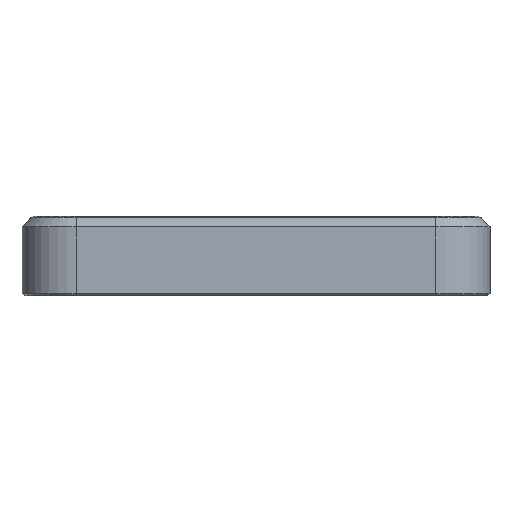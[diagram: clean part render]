
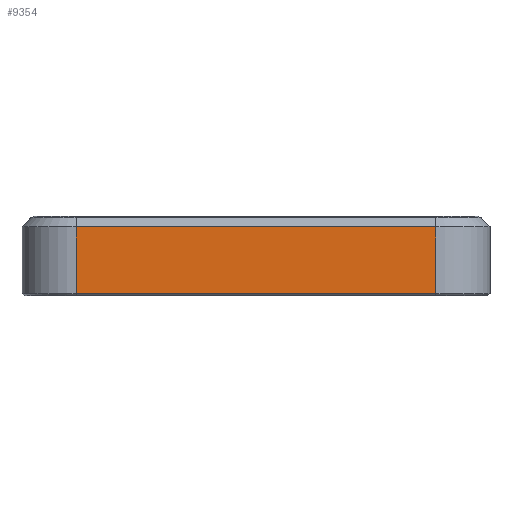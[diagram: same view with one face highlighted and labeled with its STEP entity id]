
A CAD part, left-side view. The second image highlights one B-rep face of the part: STEP entity #9354.
In plain terms, the highlighted planar face has unit normal (-1, 0, 0).
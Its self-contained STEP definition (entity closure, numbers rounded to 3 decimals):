
#1618=FACE_OUTER_BOUND('',#2170,.T.);
#2170=EDGE_LOOP('',(#8643,#8644,#8645,#8646));
#2845=LINE('',#16499,#3541);
#2868=LINE('',#16670,#3564);
#2871=LINE('',#16679,#3567);
#2872=LINE('',#16681,#3568);
#3541=VECTOR('',#13333,10.);
#3564=VECTOR('',#13394,10.);
#3567=VECTOR('',#13409,10.);
#3568=VECTOR('',#13412,10.);
#4478=VERTEX_POINT('',#16493);
#4479=VERTEX_POINT('',#16497);
#4495=VERTEX_POINT('',#16664);
#4496=VERTEX_POINT('',#16668);
#5850=EDGE_CURVE('',#4478,#4479,#2845,.T.);
#5885=EDGE_CURVE('',#4496,#4495,#2868,.T.);
#5889=EDGE_CURVE('',#4478,#4495,#2871,.T.);
#5890=EDGE_CURVE('',#4479,#4496,#2872,.T.);
#8643=ORIENTED_EDGE('',*,*,#5850,.F.);
#8644=ORIENTED_EDGE('',*,*,#5889,.T.);
#8645=ORIENTED_EDGE('',*,*,#5885,.F.);
#8646=ORIENTED_EDGE('',*,*,#5890,.F.);
#8844=PLANE('',#10490);
#9354=ADVANCED_FACE('',(#1618),#8844,.T.);
#10490=AXIS2_PLACEMENT_3D('',#16680,#13410,#13411);
#13333=DIRECTION('',(0.,1.,0.));
#13394=DIRECTION('',(0.,-1.,0.));
#13409=DIRECTION('',(0.,0.,1.));
#13410=DIRECTION('center_axis',(-1.,0.,0.));
#13411=DIRECTION('ref_axis',(0.,-1.,0.));
#13412=DIRECTION('',(0.,0.,1.));
#16493=CARTESIAN_POINT('',(-82.5,-35.,7.682));
#16497=CARTESIAN_POINT('',(-82.5,48.,7.682));
#16499=CARTESIAN_POINT('',(-82.5,27.25,7.682));
#16664=CARTESIAN_POINT('',(-82.5,-35.,23.135));
#16668=CARTESIAN_POINT('',(-82.5,48.,23.135));
#16670=CARTESIAN_POINT('',(-82.5,27.25,23.135));
#16679=CARTESIAN_POINT('',(-82.5,-35.,9.635));
#16680=CARTESIAN_POINT('Origin',(-82.5,48.,9.635));
#16681=CARTESIAN_POINT('',(-82.5,48.,9.635));
